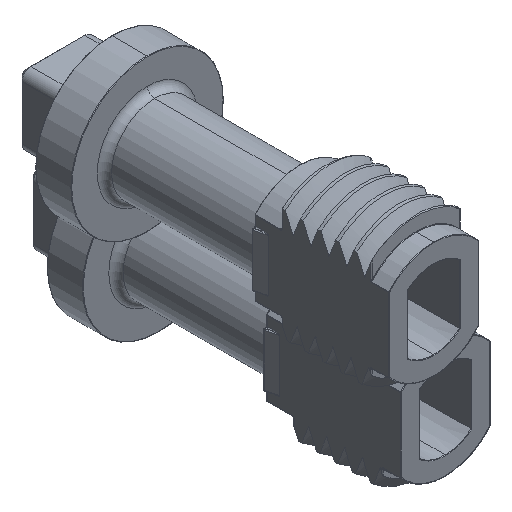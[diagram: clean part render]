
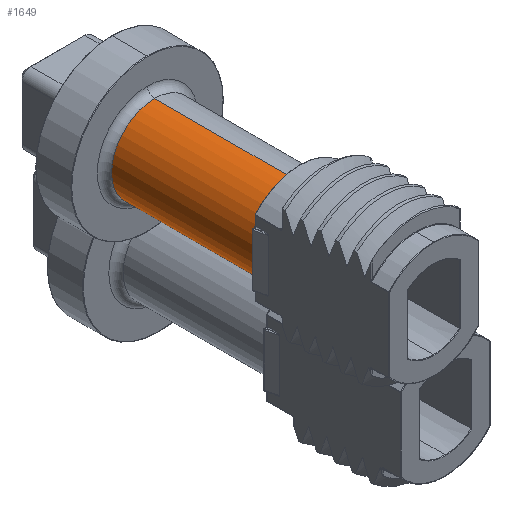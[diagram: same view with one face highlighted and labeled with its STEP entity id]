
A CAD part, isometric view. The second image highlights one B-rep face of the part: STEP entity #1649.
In plain terms, the highlighted cylindrical face has radius 4.8 mm (diameter 9.6 mm), a partial arc.
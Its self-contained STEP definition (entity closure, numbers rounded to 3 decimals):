
#835 = VERTEX_POINT ( 'NONE', #3114 ) ;
#925 = EDGE_CURVE ( 'NONE', #835, #983, #3605, .T. ) ;
#936 = VERTEX_POINT ( 'NONE', #3786 ) ;
#940 = EDGE_CURVE ( 'NONE', #936, #982, #3756, .T. ) ;
#981 = EDGE_CURVE ( 'NONE', #982, #983, #3840, .T. ) ;
#982 = VERTEX_POINT ( 'NONE', #3835 ) ;
#983 = VERTEX_POINT ( 'NONE', #3834 ) ;
#1147 = EDGE_CURVE ( 'NONE', #835, #936, #4099, .T. ) ;
#1649 = ADVANCED_FACE ( 'NONE', ( #7484 ), #7483, .T. ) ;
#1657 = ORIENTED_EDGE ( 'NONE', *, *, #981, .T. ) ;
#1669 = ORIENTED_EDGE ( 'NONE', *, *, #940, .T. ) ;
#1883 = ORIENTED_EDGE ( 'NONE', *, *, #925, .F. ) ;
#1989 = ORIENTED_EDGE ( 'NONE', *, *, #1147, .T. ) ;
#2001 = EDGE_LOOP ( 'NONE', ( #1883, #1989, #1669, #1657 ) ) ;
#3114 = CARTESIAN_POINT ( 'NONE',  ( 0., 31.197, 4.8 ) ) ;
#3602 = DIRECTION ( 'NONE',  ( 0., -1., 0. ) ) ;
#3603 = VECTOR ( 'NONE', #3602, 1000. ) ;
#3604 = CARTESIAN_POINT ( 'NONE',  ( 0., 0., 4.8 ) ) ;
#3605 = LINE ( 'NONE', #3604, #3603 ) ;
#3756 = LINE ( 'NONE', #3875, #3874 ) ;
#3786 = CARTESIAN_POINT ( 'NONE',  ( 0., 31.197, -4.8 ) ) ;
#3834 = CARTESIAN_POINT ( 'NONE',  ( 0., 15.05, 4.8 ) ) ;
#3835 = CARTESIAN_POINT ( 'NONE',  ( 0., 15.05, -4.8 ) ) ;
#3836 = DIRECTION ( 'NONE',  ( 0., 0., 1. ) ) ;
#3837 = DIRECTION ( 'NONE',  ( 0., 1., 0. ) ) ;
#3838 = CARTESIAN_POINT ( 'NONE',  ( 0., 15.05, 0. ) ) ;
#3839 = AXIS2_PLACEMENT_3D ( 'NONE', #3838, #3837, #3836 ) ;
#3840 = CIRCLE ( 'NONE', #3839, 4.8 ) ;
#3873 = DIRECTION ( 'NONE',  ( 0., -1., 0. ) ) ;
#3874 = VECTOR ( 'NONE', #3873, 1000. ) ;
#3875 = CARTESIAN_POINT ( 'NONE',  ( 0., 0., -4.8 ) ) ;
#4099 = CIRCLE ( 'NONE', #4106, 4.8 ) ;
#4103 = DIRECTION ( 'NONE',  ( 0., 0., -1. ) ) ;
#4104 = DIRECTION ( 'NONE',  ( 0., -1., 0. ) ) ;
#4105 = CARTESIAN_POINT ( 'NONE',  ( 0., 31.197, 0. ) ) ;
#4106 = AXIS2_PLACEMENT_3D ( 'NONE', #4105, #4104, #4103 ) ;
#7478 = DIRECTION ( 'NONE',  ( 0., 0., -1. ) ) ;
#7479 = DIRECTION ( 'NONE',  ( 0., -1., 0. ) ) ;
#7480 = CARTESIAN_POINT ( 'NONE',  ( 0., 0., 0. ) ) ;
#7481 = AXIS2_PLACEMENT_3D ( 'NONE', #7480, #7479, #7478 ) ;
#7483 = CYLINDRICAL_SURFACE ( 'NONE', #7481, 4.8 ) ;
#7484 = FACE_OUTER_BOUND ( 'NONE', #2001, .T. ) ;
